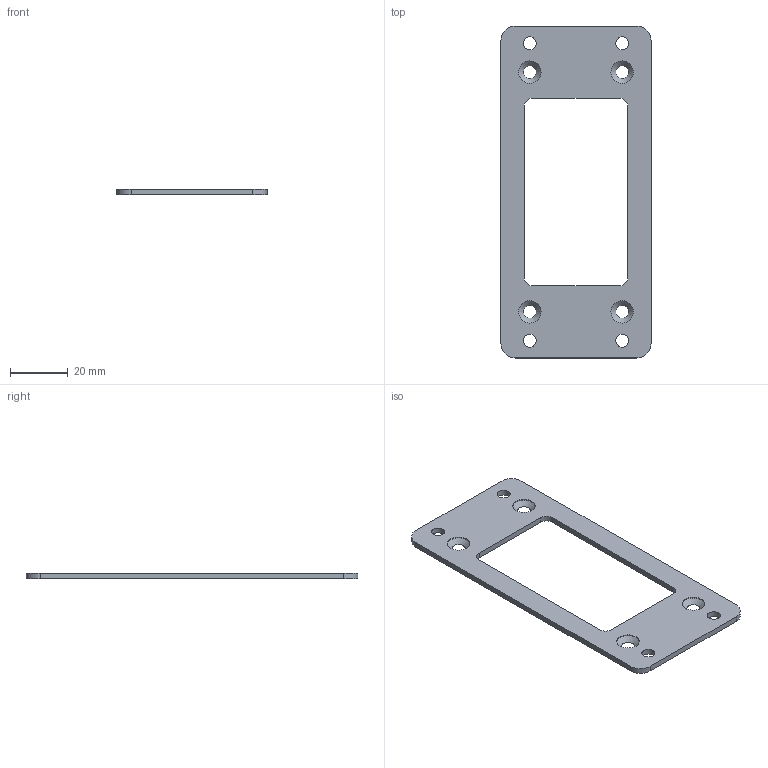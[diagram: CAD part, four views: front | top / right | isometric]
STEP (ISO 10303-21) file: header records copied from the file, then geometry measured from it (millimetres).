
FILE_DESCRIPTION(/* description */ ('Alibre Inc.'),/* implementation_level */ '2;1');
FILE_NAME(/* name */ 'export-E1CB1C93-7619-43E0-9D68-E8D9726874BB',/* time_stamp */ '2021-12-29T09:55:50+01:00',/* author */ (''),/* organization */ (''),/* preprocessor_version */ 'ST-DEVELOPER v17',/* originating_system */ 'Alibre',/* authorisation */ '');
FILE_SCHEMA (('AUTOMOTIVE_DESIGN'));
Length unit declared in the file: millimetre
Products named in the file (1): _2401.000
Bounding box: 52 x 115 x 2 mm (x, y, z)
Volume: 6857.6 mm3; surface area: 8242.8 mm2
Topology: 1 solids, 1 shells, 30 faces, 88 edges, 60 vertices
Faces by surface type: cylinder 16, plane 10, cone 4
Full cylindrical faces by diameter (mm): 4.5 x4, 7.8 x4
Entity records: 1066 total; most frequent: ORIENTED_EDGE 176, CARTESIAN_POINT 170, DIRECTION 166, EDGE_CURVE 88, AXIS2_PLACEMENT_3D 66, VERTEX_POINT 60, EDGE_LOOP 48, FACE_BOUND 48
